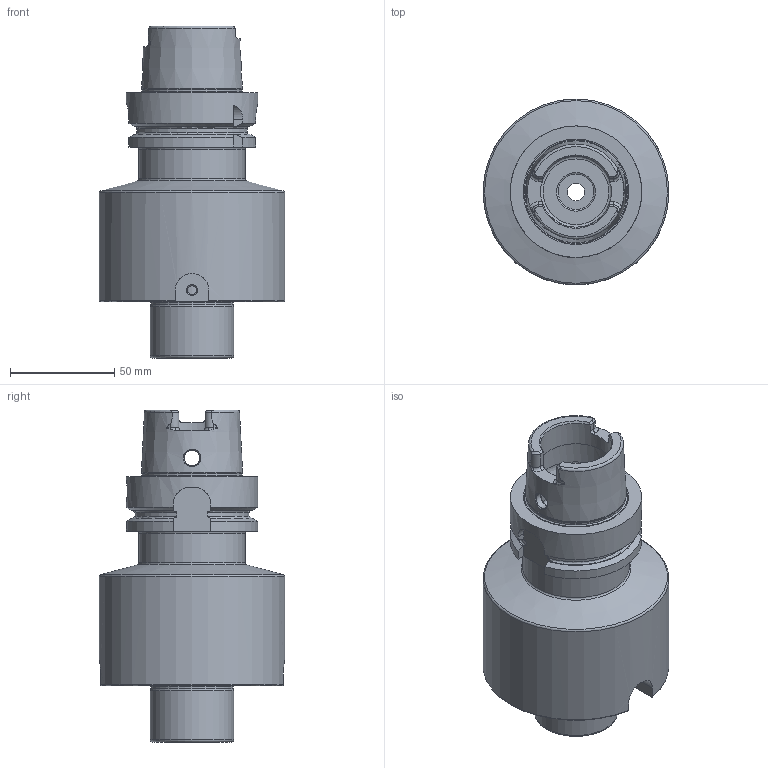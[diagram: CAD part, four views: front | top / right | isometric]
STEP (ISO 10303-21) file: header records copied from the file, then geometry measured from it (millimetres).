
FILE_DESCRIPTION(/* description */ (''),/* implementation_level */ '2;1');
FILE_NAME(/* name */ '606305-251.stp',/* time_stamp */ '2024-11-27T09:58:14+01:00',/* author */ (''),/* organization */ (''),/* preprocessor_version */ 'ST-DEVELOPER v19.2',/* originating_system */ 'Autodesk Inventor 2023',/* authorisation */ '');
FILE_SCHEMA (('AUTOMOTIVE_DESIGN { 1 0 10303 214 3 1 1 }'));
Length unit declared in the file: millimetre
Products named in the file (1): 606305-251
Bounding box: 89 x 89 x 159 mm (x, y, z)
Volume: 462271.6 mm3; surface area: 62100.7 mm2
Topology: 1 solids, 1 shells, 167 faces, 453 edges, 287 vertices
Faces by surface type: plane 50, cylinder 48, cone 38, torus 25, bspline 6
Full cylindrical faces by diameter (mm): 4 x4, 4.134 x2, 7.5 x2, 8.4 x1, 10 x1, 10.106 x4, 17 x1, 17.5 x1, 18.5 x1, 21 x1, 34 x2, 39.4 x1, 40 x2, 48.021 x1, 51 x1, 63 x1, 89 x1
Entity records: 6369 total; most frequent: CARTESIAN_POINT 2044, ORIENTED_EDGE 884, DIRECTION 857, EDGE_CURVE 442, AXIS2_PLACEMENT_3D 349, VERTEX_POINT 287, EDGE_LOOP 183, CIRCLE 183
